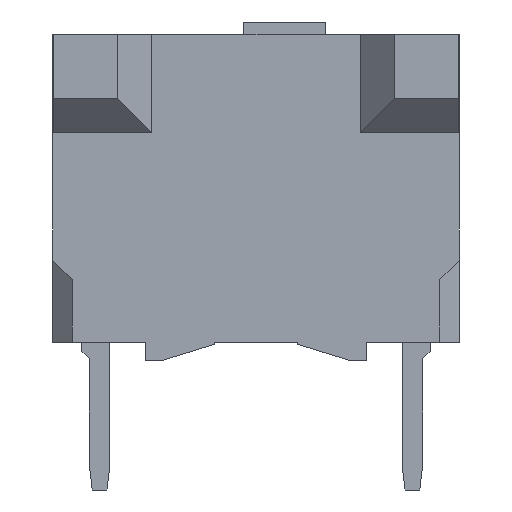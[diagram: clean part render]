
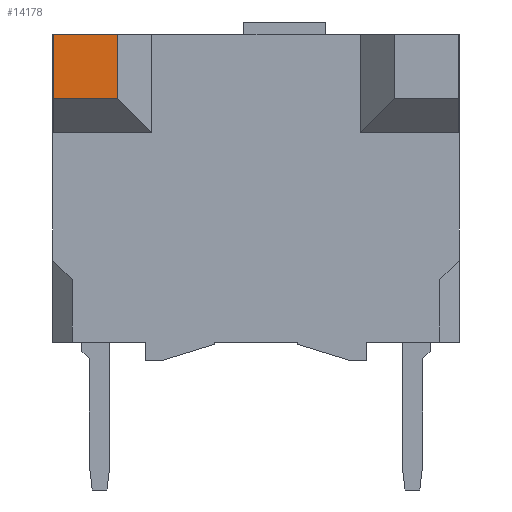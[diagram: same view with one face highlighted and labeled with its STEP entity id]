
A CAD part, left-side view. The second image highlights one B-rep face of the part: STEP entity #14178.
In plain terms, the highlighted free-form (B-spline) face has degree [1, 1] with [2, 2] control points.
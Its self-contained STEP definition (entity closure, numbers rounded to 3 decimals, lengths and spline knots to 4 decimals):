
#412 = VERTEX_POINT('',#413);
#413 = CARTESIAN_POINT('',(-16.9076,4.1104,6.6149)
  );
#418 = EDGE_CURVE('',#419,#412,#421,.T.);
#419 = VERTEX_POINT('',#420);
#420 = CARTESIAN_POINT('',(-16.9076,2.8124,6.6149)
  );
#421 = B_SPLINE_CURVE_WITH_KNOTS('',1,(#422,#423),.UNSPECIFIED.,.F.,.F.,
  (2,2),(-1.56,0.),.PIECEWISE_BEZIER_KNOTS.);
#422 = CARTESIAN_POINT('',(-16.9076,2.8124,6.6149)
  );
#423 = CARTESIAN_POINT('',(-16.9076,4.1104,6.6149)
  );
#14162 = VERTEX_POINT('',#14163);
#14163 = CARTESIAN_POINT('',(-16.9076,4.1104,
    5.3169));
#14168 = EDGE_CURVE('',#412,#14162,#14169,.T.);
#14169 = B_SPLINE_CURVE_WITH_KNOTS('',1,(#14170,#14171),.UNSPECIFIED.,
  .F.,.F.,(2,2),(0.,1.56),.PIECEWISE_BEZIER_KNOTS.);
#14170 = CARTESIAN_POINT('',(-16.9076,4.1104,
    6.6149));
#14171 = CARTESIAN_POINT('',(-16.9076,4.1104,
    5.3169));
#14178 = ADVANCED_FACE('',(#14179),#14195,.F.);
#14179 = FACE_BOUND('',#14180,.T.);
#14180 = EDGE_LOOP('',(#14181,#14188,#14193,#14194));
#14181 = ORIENTED_EDGE('',*,*,#14182,.T.);
#14182 = EDGE_CURVE('',#14162,#14183,#14185,.T.);
#14183 = VERTEX_POINT('',#14184);
#14184 = CARTESIAN_POINT('',(-16.9076,2.8124,
    5.3169));
#14185 = B_SPLINE_CURVE_WITH_KNOTS('',1,(#14186,#14187),.UNSPECIFIED.,
  .F.,.F.,(2,2),(-4.94,-3.38),.PIECEWISE_BEZIER_KNOTS.);
#14186 = CARTESIAN_POINT('',(-16.9076,4.1104,
    5.3169));
#14187 = CARTESIAN_POINT('',(-16.9076,2.8124,
    5.3169));
#14188 = ORIENTED_EDGE('',*,*,#14189,.T.);
#14189 = EDGE_CURVE('',#14183,#419,#14190,.T.);
#14190 = B_SPLINE_CURVE_WITH_KNOTS('',1,(#14191,#14192),.UNSPECIFIED.,
  .F.,.F.,(2,2),(5.94,7.5),.PIECEWISE_BEZIER_KNOTS.);
#14191 = CARTESIAN_POINT('',(-16.9076,2.8124,
    5.3169));
#14192 = CARTESIAN_POINT('',(-16.9076,2.8124,
    6.6149));
#14193 = ORIENTED_EDGE('',*,*,#418,.T.);
#14194 = ORIENTED_EDGE('',*,*,#14168,.T.);
#14195 = B_SPLINE_SURFACE_WITH_KNOTS('',1,1,(
    (#14196,#14197)
    ,(#14198,#14199
  )),.UNSPECIFIED.,.F.,.F.,.F.,(2,2),(2,2),(-7.5,-5.94),(3.38,4.94),
  .PIECEWISE_BEZIER_KNOTS.);
#14196 = CARTESIAN_POINT('',(-16.9076,2.8124,
    6.6149));
#14197 = CARTESIAN_POINT('',(-16.9076,4.1104,
    6.6149));
#14198 = CARTESIAN_POINT('',(-16.9076,2.8124,
    5.3169));
#14199 = CARTESIAN_POINT('',(-16.9076,4.1104,
    5.3169));
